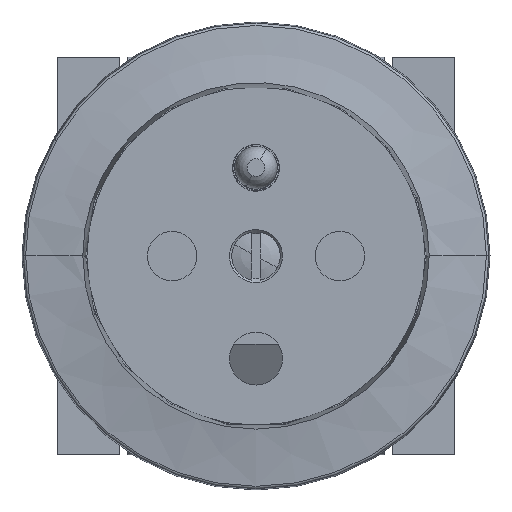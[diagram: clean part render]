
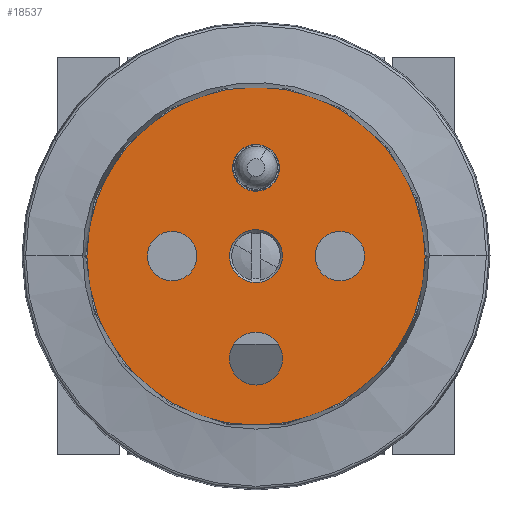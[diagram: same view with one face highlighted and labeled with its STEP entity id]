
A CAD part, top view. The second image highlights one B-rep face of the part: STEP entity #18537.
In plain terms, the highlighted planar face has unit normal (0, 0, 1).
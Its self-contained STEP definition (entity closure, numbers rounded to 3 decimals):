
#18393=AXIS2_PLACEMENT_3D('Circle Axis2P3D',#18391,#18392,$) ;
#18426=AXIS2_PLACEMENT_3D('Circle Axis2P3D',#18424,#18425,$) ;
#18441=AXIS2_PLACEMENT_3D('Plane Axis2P3D',#18438,#18439,#18440) ;
#18449=AXIS2_PLACEMENT_3D('Circle Axis2P3D',#18447,#18448,$) ;
#18458=AXIS2_PLACEMENT_3D('Circle Axis2P3D',#18456,#18457,$) ;
#18467=AXIS2_PLACEMENT_3D('Circle Axis2P3D',#18465,#18466,$) ;
#18476=AXIS2_PLACEMENT_3D('Circle Axis2P3D',#18474,#18475,$) ;
#18485=AXIS2_PLACEMENT_3D('Circle Axis2P3D',#18483,#18484,$) ;
#18494=AXIS2_PLACEMENT_3D('Circle Axis2P3D',#18492,#18493,$) ;
#18503=AXIS2_PLACEMENT_3D('Circle Axis2P3D',#18501,#18502,$) ;
#18512=AXIS2_PLACEMENT_3D('Circle Axis2P3D',#18510,#18511,$) ;
#18521=AXIS2_PLACEMENT_3D('Circle Axis2P3D',#18519,#18520,$) ;
#18530=AXIS2_PLACEMENT_3D('Circle Axis2P3D',#18528,#18529,$) ;
#18360=CARTESIAN_POINT('Vertex',(0.,-19.15,-8.601)) ;
#18388=CARTESIAN_POINT('Vertex',(0.,19.15,-8.601)) ;
#18391=CARTESIAN_POINT('Axis2P3D Location',(0.,0.,-8.601)) ;
#18424=CARTESIAN_POINT('Axis2P3D Location',(0.,0.,-8.601)) ;
#18438=CARTESIAN_POINT('Axis2P3D Location',(0.,0.,-8.601)) ;
#18447=CARTESIAN_POINT('Axis2P3D Location',(0.,10.,-8.601)) ;
#18451=CARTESIAN_POINT('Vertex',(-1.27,7.674,-8.601)) ;
#18453=CARTESIAN_POINT('Vertex',(1.27,12.326,-8.601)) ;
#18456=CARTESIAN_POINT('Axis2P3D Location',(0.,10.,-8.601)) ;
#18465=CARTESIAN_POINT('Axis2P3D Location',(0.,0.,-8.601)) ;
#18469=CARTESIAN_POINT('Vertex',(2.633,1.438,-8.601)) ;
#18471=CARTESIAN_POINT('Vertex',(-2.633,-1.438,-8.601)) ;
#18474=CARTESIAN_POINT('Axis2P3D Location',(0.,0.,-8.601)) ;
#18483=CARTESIAN_POINT('Axis2P3D Location',(9.5,0.,-8.601)) ;
#18487=CARTESIAN_POINT('Vertex',(9.5,-2.8,-8.601)) ;
#18489=CARTESIAN_POINT('Vertex',(9.5,2.8,-8.601)) ;
#18492=CARTESIAN_POINT('Axis2P3D Location',(9.5,0.,-8.601)) ;
#18501=CARTESIAN_POINT('Axis2P3D Location',(-9.5,0.,-8.601)) ;
#18505=CARTESIAN_POINT('Vertex',(-9.5,-2.8,-8.601)) ;
#18507=CARTESIAN_POINT('Vertex',(-9.5,2.8,-8.601)) ;
#18510=CARTESIAN_POINT('Axis2P3D Location',(-9.5,0.,-8.601)) ;
#18519=CARTESIAN_POINT('Axis2P3D Location',(0.,-11.6,-8.601)) ;
#18523=CARTESIAN_POINT('Vertex',(0.,-14.6,-8.601)) ;
#18525=CARTESIAN_POINT('Vertex',(0.,-8.6,-8.601)) ;
#18528=CARTESIAN_POINT('Axis2P3D Location',(0.,-11.6,-8.601)) ;
#18392=DIRECTION('Axis2P3D Direction',(0.,-0.,1.)) ;
#18425=DIRECTION('Axis2P3D Direction',(0.,-0.,1.)) ;
#18439=DIRECTION('Axis2P3D Direction',(0.,-0.,1.)) ;
#18440=DIRECTION('Axis2P3D XDirection',(0.,1.,0.)) ;
#18448=DIRECTION('Axis2P3D Direction',(0.,-0.,1.)) ;
#18457=DIRECTION('Axis2P3D Direction',(0.,-0.,1.)) ;
#18466=DIRECTION('Axis2P3D Direction',(0.,-0.,1.)) ;
#18475=DIRECTION('Axis2P3D Direction',(0.,-0.,1.)) ;
#18484=DIRECTION('Axis2P3D Direction',(0.,-0.,1.)) ;
#18493=DIRECTION('Axis2P3D Direction',(0.,-0.,1.)) ;
#18502=DIRECTION('Axis2P3D Direction',(0.,-0.,1.)) ;
#18511=DIRECTION('Axis2P3D Direction',(0.,-0.,1.)) ;
#18520=DIRECTION('Axis2P3D Direction',(0.,-0.,1.)) ;
#18529=DIRECTION('Axis2P3D Direction',(0.,-0.,1.)) ;
#18444=ORIENTED_EDGE('',*,*,#18428,.T.) ;
#18445=ORIENTED_EDGE('',*,*,#18395,.T.) ;
#18462=ORIENTED_EDGE('',*,*,#18455,.T.) ;
#18463=ORIENTED_EDGE('',*,*,#18460,.T.) ;
#18480=ORIENTED_EDGE('',*,*,#18473,.F.) ;
#18481=ORIENTED_EDGE('',*,*,#18478,.F.) ;
#18498=ORIENTED_EDGE('',*,*,#18491,.F.) ;
#18499=ORIENTED_EDGE('',*,*,#18496,.F.) ;
#18516=ORIENTED_EDGE('',*,*,#18509,.F.) ;
#18517=ORIENTED_EDGE('',*,*,#18514,.F.) ;
#18534=ORIENTED_EDGE('',*,*,#18527,.F.) ;
#18535=ORIENTED_EDGE('',*,*,#18532,.F.) ;
#18464=FACE_BOUND('',#18461,.T.) ;
#18482=FACE_BOUND('',#18479,.T.) ;
#18500=FACE_BOUND('',#18497,.T.) ;
#18518=FACE_BOUND('',#18515,.T.) ;
#18536=FACE_BOUND('',#18533,.T.) ;
#18537=ADVANCED_FACE('0243936.1\\Disque 182.1\\Corps principal',(#18446,#18464,#18482,#18500,#18518,#18536),#18442,.T.) ;
#18394=CIRCLE('generated circle',#18393,19.15) ;
#18427=CIRCLE('generated circle',#18426,19.15) ;
#18450=CIRCLE('generated circle',#18449,2.65) ;
#18459=CIRCLE('generated circle',#18458,2.65) ;
#18468=CIRCLE('generated circle',#18467,3.) ;
#18477=CIRCLE('generated circle',#18476,3.) ;
#18486=CIRCLE('generated circle',#18485,2.8) ;
#18495=CIRCLE('generated circle',#18494,2.8) ;
#18504=CIRCLE('generated circle',#18503,2.8) ;
#18513=CIRCLE('generated circle',#18512,2.8) ;
#18522=CIRCLE('generated circle',#18521,3.) ;
#18531=CIRCLE('generated circle',#18530,3.) ;
#18395=EDGE_CURVE('',#18361,#18389,#18394,.T.) ;
#18428=EDGE_CURVE('',#18389,#18361,#18427,.T.) ;
#18455=EDGE_CURVE('',#18452,#18454,#18450,.F.) ;
#18460=EDGE_CURVE('',#18454,#18452,#18459,.F.) ;
#18473=EDGE_CURVE('',#18470,#18472,#18468,.T.) ;
#18478=EDGE_CURVE('',#18472,#18470,#18477,.T.) ;
#18491=EDGE_CURVE('',#18488,#18490,#18486,.T.) ;
#18496=EDGE_CURVE('',#18490,#18488,#18495,.T.) ;
#18509=EDGE_CURVE('',#18506,#18508,#18504,.T.) ;
#18514=EDGE_CURVE('',#18508,#18506,#18513,.T.) ;
#18527=EDGE_CURVE('',#18524,#18526,#18522,.T.) ;
#18532=EDGE_CURVE('',#18526,#18524,#18531,.T.) ;
#18443=EDGE_LOOP('',(#18444,#18445)) ;
#18461=EDGE_LOOP('',(#18462,#18463)) ;
#18479=EDGE_LOOP('',(#18480,#18481)) ;
#18497=EDGE_LOOP('',(#18498,#18499)) ;
#18515=EDGE_LOOP('',(#18516,#18517)) ;
#18533=EDGE_LOOP('',(#18534,#18535)) ;
#18446=FACE_OUTER_BOUND('',#18443,.T.) ;
#18442=PLANE('',#18441) ;
#18361=VERTEX_POINT('',#18360) ;
#18389=VERTEX_POINT('',#18388) ;
#18452=VERTEX_POINT('',#18451) ;
#18454=VERTEX_POINT('',#18453) ;
#18470=VERTEX_POINT('',#18469) ;
#18472=VERTEX_POINT('',#18471) ;
#18488=VERTEX_POINT('',#18487) ;
#18490=VERTEX_POINT('',#18489) ;
#18506=VERTEX_POINT('',#18505) ;
#18508=VERTEX_POINT('',#18507) ;
#18524=VERTEX_POINT('',#18523) ;
#18526=VERTEX_POINT('',#18525) ;
